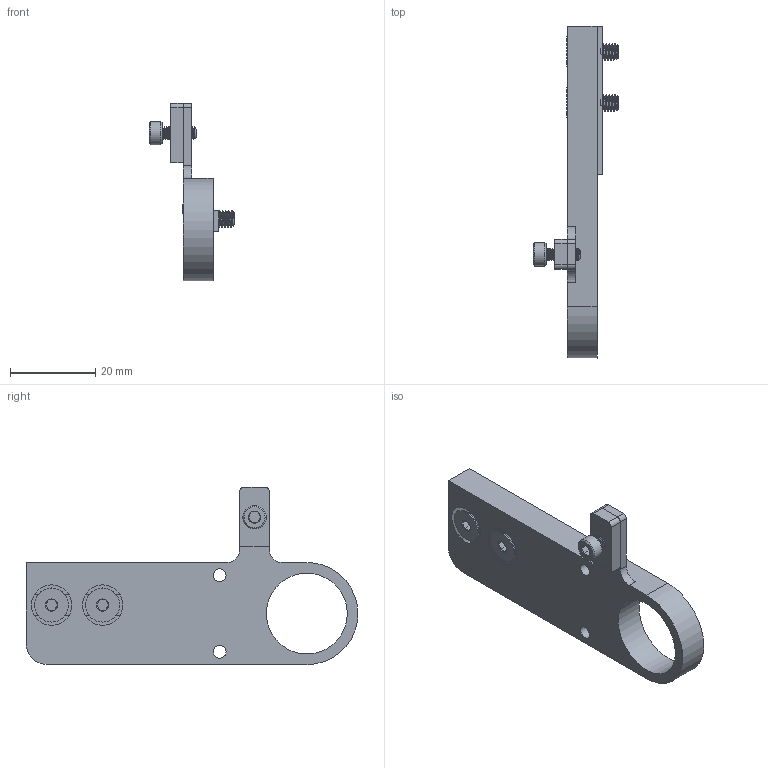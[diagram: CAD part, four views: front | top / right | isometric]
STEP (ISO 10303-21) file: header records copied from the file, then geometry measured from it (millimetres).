
FILE_DESCRIPTION(/* description */ (''),/* implementation_level */ '2;1');
FILE_NAME(/* name */ 'motor_mount.step',/* time_stamp */ '2020-10-14T08:14:53+02:00',/* author */ (''),/* organization */ (''),/* preprocessor_version */ 'ST-DEVELOPER v18.1',/* originating_system */ 'Autodesk Translation Framework v9.3.0.1241',/* authorisation */ '');
FILE_SCHEMA (('AUTOMOTIVE_DESIGN { 1 0 10303 214 3 1 1 }'));
Length unit declared in the file: millimetre
Products named in the file (3): Halter am motor; 95263A122; 91263A829
Assembly tree (3 placements, depth 2):
  Halter am motor
    95263A122
    91263A829  x2
Bounding box: 20.06 x 78 x 41.65 mm (x, y, z)
Volume: 11306.5 mm3; surface area: 6649.5 mm2
Topology: 5 solids, 5 shells, 191 faces, 488 edges, 311 vertices
Faces by surface type: cylinder 108, plane 48, cone 29, bspline 6
Full cylindrical faces by diameter (mm): 2.35 x15, 2.5 x1, 3 x17, 3.091 x24, 3.5 x1, 4 x24, 4.5 x2, 5.5 x1, 8 x2, 19 x1
Entity records: 10154 total; most frequent: CARTESIAN_POINT 6829, ORIENTED_EDGE 732, DIRECTION 576, EDGE_CURVE 366, VERTEX_POINT 234, AXIS2_PLACEMENT_3D 211, EDGE_LOOP 160, LINE 154
